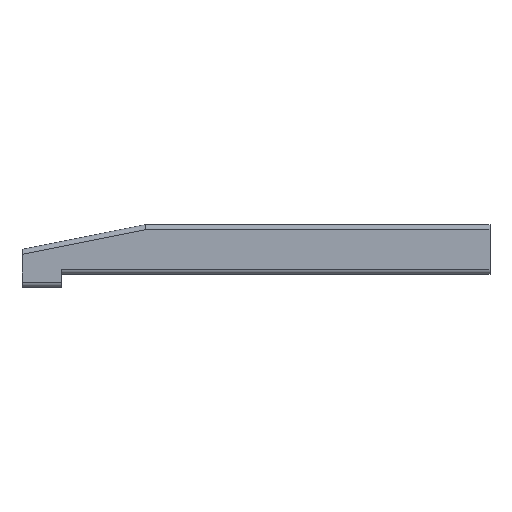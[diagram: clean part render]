
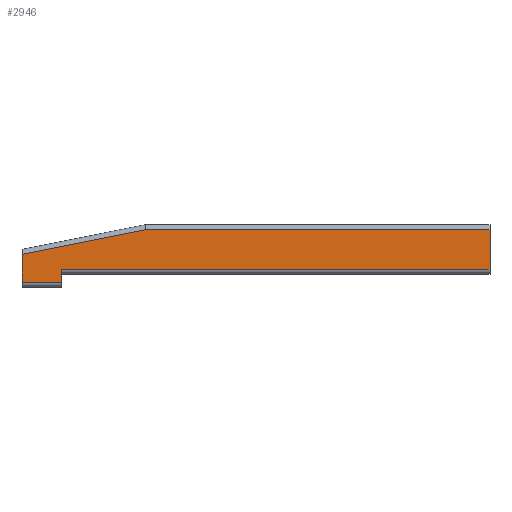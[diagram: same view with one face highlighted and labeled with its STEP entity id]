
A CAD part, left-side view. The second image highlights one B-rep face of the part: STEP entity #2946.
In plain terms, the highlighted planar face has unit normal (-1, 0, 0).
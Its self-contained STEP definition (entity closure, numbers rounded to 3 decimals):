
#72 = PLANE('',#73);
#73 = AXIS2_PLACEMENT_3D('',#74,#75,#76);
#74 = CARTESIAN_POINT('',(0.,87.,0.));
#75 = DIRECTION('',(0.,1.,0.));
#76 = DIRECTION('',(0.,-0.,1.));
#126 = PLANE('',#127);
#127 = AXIS2_PLACEMENT_3D('',#128,#129,#130);
#128 = CARTESIAN_POINT('',(0.,95.,0.));
#129 = DIRECTION('',(0.,1.,-0.));
#130 = DIRECTION('',(-1.,0.,0.));
#258 = VERTEX_POINT('',#259);
#259 = CARTESIAN_POINT('',(-10.1,87.,-4.));
#274 = CYLINDRICAL_SURFACE('',#275,1.);
#275 = AXIS2_PLACEMENT_3D('',#276,#277,#278);
#276 = CARTESIAN_POINT('',(-9.1,47.5,-4.));
#277 = DIRECTION('',(0.,1.,0.));
#278 = DIRECTION('',(0.,0.,-1.));
#286 = EDGE_CURVE('',#258,#287,#289,.T.);
#287 = VERTEX_POINT('',#288);
#288 = CARTESIAN_POINT('',(-10.1,87.,-6.691));
#289 = SURFACE_CURVE('',#290,(#294,#301),.PCURVE_S1.);
#290 = LINE('',#291,#292);
#291 = CARTESIAN_POINT('',(-10.1,87.,-5.345));
#292 = VECTOR('',#293,1.);
#293 = DIRECTION('',(0.,0.,-1.));
#294 = PCURVE('',#72,#295);
#295 = DEFINITIONAL_REPRESENTATION('',(#296),#300);
#296 = LINE('',#297,#298);
#297 = CARTESIAN_POINT('',(-5.345,-10.1));
#298 = VECTOR('',#299,1.);
#299 = DIRECTION('',(-1.,0.));
#300 = ( GEOMETRIC_REPRESENTATION_CONTEXT(2) 
PARAMETRIC_REPRESENTATION_CONTEXT() REPRESENTATION_CONTEXT('2D SPACE',''
  ) );
#301 = PCURVE('',#302,#307);
#302 = PLANE('',#303);
#303 = AXIS2_PLACEMENT_3D('',#304,#305,#306);
#304 = CARTESIAN_POINT('',(-10.1,0.,5.));
#305 = DIRECTION('',(1.,-0.,0.));
#306 = DIRECTION('',(0.,0.,-1.));
#307 = DEFINITIONAL_REPRESENTATION('',(#308),#312);
#308 = LINE('',#309,#310);
#309 = CARTESIAN_POINT('',(10.345,87.));
#310 = VECTOR('',#311,1.);
#311 = DIRECTION('',(1.,0.));
#312 = ( GEOMETRIC_REPRESENTATION_CONTEXT(2) 
PARAMETRIC_REPRESENTATION_CONTEXT() REPRESENTATION_CONTEXT('2D SPACE',''
  ) );
#331 = CYLINDRICAL_SURFACE('',#332,1.);
#332 = AXIS2_PLACEMENT_3D('',#333,#334,#335);
#333 = CARTESIAN_POINT('',(-9.1,47.5,-6.691));
#334 = DIRECTION('',(0.,-1.,0.));
#335 = DIRECTION('',(-1.,0.,0.));
#469 = EDGE_CURVE('',#470,#287,#472,.T.);
#470 = VERTEX_POINT('',#471);
#471 = CARTESIAN_POINT('',(-10.1,95.,-6.691));
#472 = SURFACE_CURVE('',#473,(#477,#484),.PCURVE_S1.);
#473 = LINE('',#474,#475);
#474 = CARTESIAN_POINT('',(-10.1,47.5,-6.691));
#475 = VECTOR('',#476,1.);
#476 = DIRECTION('',(0.,-1.,0.));
#477 = PCURVE('',#331,#478);
#478 = DEFINITIONAL_REPRESENTATION('',(#479),#483);
#479 = LINE('',#480,#481);
#480 = CARTESIAN_POINT('',(0.,0.));
#481 = VECTOR('',#482,1.);
#482 = DIRECTION('',(0.,1.));
#483 = ( GEOMETRIC_REPRESENTATION_CONTEXT(2) 
PARAMETRIC_REPRESENTATION_CONTEXT() REPRESENTATION_CONTEXT('2D SPACE',''
  ) );
#484 = PCURVE('',#302,#485);
#485 = DEFINITIONAL_REPRESENTATION('',(#486),#490);
#486 = LINE('',#487,#488);
#487 = CARTESIAN_POINT('',(11.691,47.5));
#488 = VECTOR('',#489,1.);
#489 = DIRECTION('',(0.,-1.));
#490 = ( GEOMETRIC_REPRESENTATION_CONTEXT(2) 
PARAMETRIC_REPRESENTATION_CONTEXT() REPRESENTATION_CONTEXT('2D SPACE',''
  ) );
#561 = PLANE('',#562);
#562 = AXIS2_PLACEMENT_3D('',#563,#564,#565);
#563 = CARTESIAN_POINT('',(0.,0.,0.));
#564 = DIRECTION('',(0.,1.,-0.));
#565 = DIRECTION('',(-1.,0.,0.));
#601 = VERTEX_POINT('',#602);
#602 = CARTESIAN_POINT('',(-10.1,0.,-4.));
#624 = EDGE_CURVE('',#601,#258,#625,.T.);
#625 = SURFACE_CURVE('',#626,(#630,#637),.PCURVE_S1.);
#626 = LINE('',#627,#628);
#627 = CARTESIAN_POINT('',(-10.1,47.5,-4.));
#628 = VECTOR('',#629,1.);
#629 = DIRECTION('',(0.,1.,0.));
#630 = PCURVE('',#274,#631);
#631 = DEFINITIONAL_REPRESENTATION('',(#632),#636);
#632 = LINE('',#633,#634);
#633 = CARTESIAN_POINT('',(1.571,0.));
#634 = VECTOR('',#635,1.);
#635 = DIRECTION('',(0.,1.));
#636 = ( GEOMETRIC_REPRESENTATION_CONTEXT(2) 
PARAMETRIC_REPRESENTATION_CONTEXT() REPRESENTATION_CONTEXT('2D SPACE',''
  ) );
#637 = PCURVE('',#302,#638);
#638 = DEFINITIONAL_REPRESENTATION('',(#639),#643);
#639 = LINE('',#640,#641);
#640 = CARTESIAN_POINT('',(9.,47.5));
#641 = VECTOR('',#642,1.);
#642 = DIRECTION('',(0.,1.));
#643 = ( GEOMETRIC_REPRESENTATION_CONTEXT(2) 
PARAMETRIC_REPRESENTATION_CONTEXT() REPRESENTATION_CONTEXT('2D SPACE',''
  ) );
#921 = VERTEX_POINT('',#922);
#922 = CARTESIAN_POINT('',(-10.1,0.,4.));
#937 = CYLINDRICAL_SURFACE('',#938,1.);
#938 = AXIS2_PLACEMENT_3D('',#939,#940,#941);
#939 = CARTESIAN_POINT('',(-9.1,47.5,4.));
#940 = DIRECTION('',(0.,1.,0.));
#941 = DIRECTION('',(-1.,0.,0.));
#949 = EDGE_CURVE('',#921,#601,#950,.T.);
#950 = SURFACE_CURVE('',#951,(#955,#962),.PCURVE_S1.);
#951 = LINE('',#952,#953);
#952 = CARTESIAN_POINT('',(-10.1,0.,0.));
#953 = VECTOR('',#954,1.);
#954 = DIRECTION('',(0.,0.,-1.));
#955 = PCURVE('',#561,#956);
#956 = DEFINITIONAL_REPRESENTATION('',(#957),#961);
#957 = LINE('',#958,#959);
#958 = CARTESIAN_POINT('',(10.1,0.));
#959 = VECTOR('',#960,1.);
#960 = DIRECTION('',(0.,-1.));
#961 = ( GEOMETRIC_REPRESENTATION_CONTEXT(2) 
PARAMETRIC_REPRESENTATION_CONTEXT() REPRESENTATION_CONTEXT('2D SPACE',''
  ) );
#962 = PCURVE('',#302,#963);
#963 = DEFINITIONAL_REPRESENTATION('',(#964),#968);
#964 = LINE('',#965,#966);
#965 = CARTESIAN_POINT('',(5.,0.));
#966 = VECTOR('',#967,1.);
#967 = DIRECTION('',(1.,0.));
#968 = ( GEOMETRIC_REPRESENTATION_CONTEXT(2) 
PARAMETRIC_REPRESENTATION_CONTEXT() REPRESENTATION_CONTEXT('2D SPACE',''
  ) );
#2753 = VERTEX_POINT('',#2754);
#2754 = CARTESIAN_POINT('',(-10.1,69.901,4.));
#2792 = CYLINDRICAL_SURFACE('',#2793,1.);
#2793 = AXIS2_PLACEMENT_3D('',#2794,#2795,#2796);
#2794 = CARTESIAN_POINT('',(-9.1,83.605,1.259));
#2795 = DIRECTION('',(0.,0.981,-0.196));
#2796 = DIRECTION('',(-1.,0.,0.));
#2826 = EDGE_CURVE('',#921,#2753,#2827,.T.);
#2827 = SURFACE_CURVE('',#2828,(#2832,#2839),.PCURVE_S1.);
#2828 = LINE('',#2829,#2830);
#2829 = CARTESIAN_POINT('',(-10.1,47.5,4.));
#2830 = VECTOR('',#2831,1.);
#2831 = DIRECTION('',(0.,1.,0.));
#2832 = PCURVE('',#937,#2833);
#2833 = DEFINITIONAL_REPRESENTATION('',(#2834),#2838);
#2834 = LINE('',#2835,#2836);
#2835 = CARTESIAN_POINT('',(0.,0.));
#2836 = VECTOR('',#2837,1.);
#2837 = DIRECTION('',(0.,1.));
#2838 = ( GEOMETRIC_REPRESENTATION_CONTEXT(2) 
PARAMETRIC_REPRESENTATION_CONTEXT() REPRESENTATION_CONTEXT('2D SPACE',''
  ) );
#2839 = PCURVE('',#302,#2840);
#2840 = DEFINITIONAL_REPRESENTATION('',(#2841),#2845);
#2841 = LINE('',#2842,#2843);
#2842 = CARTESIAN_POINT('',(1.,47.5));
#2843 = VECTOR('',#2844,1.);
#2844 = DIRECTION('',(0.,1.));
#2845 = ( GEOMETRIC_REPRESENTATION_CONTEXT(2) 
PARAMETRIC_REPRESENTATION_CONTEXT() REPRESENTATION_CONTEXT('2D SPACE',''
  ) );
#2946 = ADVANCED_FACE('',(#2947),#302,.F.);
#2947 = FACE_BOUND('',#2948,.T.);
#2948 = EDGE_LOOP('',(#2949,#2950,#2973,#2994,#2995,#2996,#2997));
#2949 = ORIENTED_EDGE('',*,*,#2826,.T.);
#2950 = ORIENTED_EDGE('',*,*,#2951,.T.);
#2951 = EDGE_CURVE('',#2753,#2952,#2954,.T.);
#2952 = VERTEX_POINT('',#2953);
#2953 = CARTESIAN_POINT('',(-10.1,95.,-1.02));
#2954 = SURFACE_CURVE('',#2955,(#2959,#2966),.PCURVE_S1.);
#2955 = LINE('',#2956,#2957);
#2956 = CARTESIAN_POINT('',(-10.1,82.45,1.49));
#2957 = VECTOR('',#2958,1.);
#2958 = DIRECTION('',(0.,0.981,-0.196));
#2959 = PCURVE('',#302,#2960);
#2960 = DEFINITIONAL_REPRESENTATION('',(#2961),#2965);
#2961 = LINE('',#2962,#2963);
#2962 = CARTESIAN_POINT('',(3.51,82.45));
#2963 = VECTOR('',#2964,1.);
#2964 = DIRECTION('',(0.196,0.981));
#2965 = ( GEOMETRIC_REPRESENTATION_CONTEXT(2) 
PARAMETRIC_REPRESENTATION_CONTEXT() REPRESENTATION_CONTEXT('2D SPACE',''
  ) );
#2966 = PCURVE('',#2792,#2967);
#2967 = DEFINITIONAL_REPRESENTATION('',(#2968),#2972);
#2968 = LINE('',#2969,#2970);
#2969 = CARTESIAN_POINT('',(0.,-1.177));
#2970 = VECTOR('',#2971,1.);
#2971 = DIRECTION('',(0.,1.));
#2972 = ( GEOMETRIC_REPRESENTATION_CONTEXT(2) 
PARAMETRIC_REPRESENTATION_CONTEXT() REPRESENTATION_CONTEXT('2D SPACE',''
  ) );
#2973 = ORIENTED_EDGE('',*,*,#2974,.T.);
#2974 = EDGE_CURVE('',#2952,#470,#2975,.T.);
#2975 = SURFACE_CURVE('',#2976,(#2980,#2987),.PCURVE_S1.);
#2976 = LINE('',#2977,#2978);
#2977 = CARTESIAN_POINT('',(-10.1,95.,-3.855));
#2978 = VECTOR('',#2979,1.);
#2979 = DIRECTION('',(0.,0.,-1.));
#2980 = PCURVE('',#302,#2981);
#2981 = DEFINITIONAL_REPRESENTATION('',(#2982),#2986);
#2982 = LINE('',#2983,#2984);
#2983 = CARTESIAN_POINT('',(8.855,95.));
#2984 = VECTOR('',#2985,1.);
#2985 = DIRECTION('',(1.,0.));
#2986 = ( GEOMETRIC_REPRESENTATION_CONTEXT(2) 
PARAMETRIC_REPRESENTATION_CONTEXT() REPRESENTATION_CONTEXT('2D SPACE',''
  ) );
#2987 = PCURVE('',#126,#2988);
#2988 = DEFINITIONAL_REPRESENTATION('',(#2989),#2993);
#2989 = LINE('',#2990,#2991);
#2990 = CARTESIAN_POINT('',(10.1,-3.855));
#2991 = VECTOR('',#2992,1.);
#2992 = DIRECTION('',(0.,-1.));
#2993 = ( GEOMETRIC_REPRESENTATION_CONTEXT(2) 
PARAMETRIC_REPRESENTATION_CONTEXT() REPRESENTATION_CONTEXT('2D SPACE',''
  ) );
#2994 = ORIENTED_EDGE('',*,*,#469,.T.);
#2995 = ORIENTED_EDGE('',*,*,#286,.F.);
#2996 = ORIENTED_EDGE('',*,*,#624,.F.);
#2997 = ORIENTED_EDGE('',*,*,#949,.F.);
